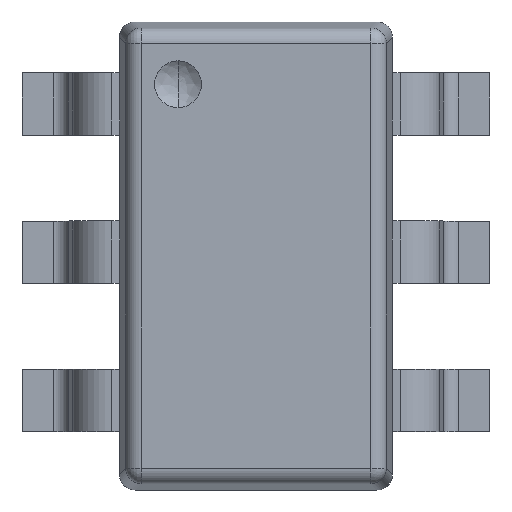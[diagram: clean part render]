
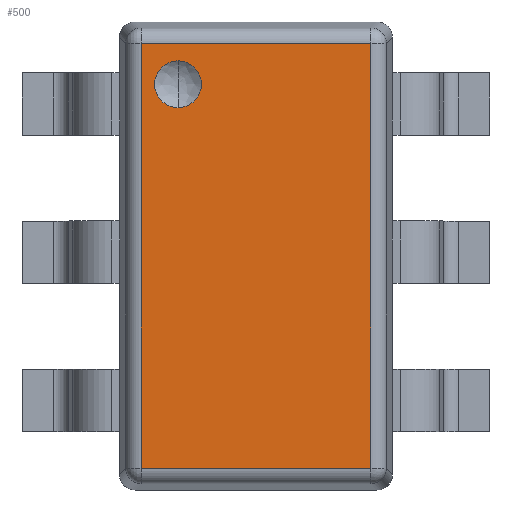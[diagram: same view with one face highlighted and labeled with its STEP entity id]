
A CAD part, top view. The second image highlights one B-rep face of the part: STEP entity #500.
In plain terms, the highlighted planar face has unit normal (0, 0, 1).
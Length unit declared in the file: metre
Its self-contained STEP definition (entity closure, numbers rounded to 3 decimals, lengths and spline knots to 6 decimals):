
#500 = ADVANCED_FACE( '', ( #1446, #1447 ), #1448, .F. );
#570 = EDGE_CURVE( '', #1575, #1576, #1577, .T. );
#778 = EDGE_CURVE( '', #1893, #1894, #1895, .T. );
#784 = EDGE_CURVE( '', #1824, #1792, #1903, .T. );
#826 = EDGE_CURVE( '', #1894, #1893, #1963, .T. );
#1046 = EDGE_CURVE( '', #1792, #1575, #2242, .T. );
#1244 = EDGE_CURVE( '', #1576, #1824, #2482, .T. );
#1446 = FACE_OUTER_BOUND( '', #2708, .T. );
#1447 = FACE_BOUND( '', #2709, .T. );
#1448 = PLANE( '', #2710 );
#1575 = VERTEX_POINT( '', #2897 );
#1576 = VERTEX_POINT( '', #2898 );
#1577 = LINE( '', #2899, #2900 );
#1792 = VERTEX_POINT( '', #3215 );
#1824 = VERTEX_POINT( '', #3256 );
#1893 = VERTEX_POINT( '', #3362 );
#1894 = VERTEX_POINT( '', #3363 );
#1895 = CIRCLE( '', #3364, 0.00015 );
#1903 = LINE( '', #3375, #3376 );
#1963 = CIRCLE( '', #3464, 0.00015 );
#2242 = LINE( '', #3935, #3936 );
#2482 = LINE( '', #4318, #4319 );
#2708 = EDGE_LOOP( '', ( #4634, #4635, #4636, #4637 ) );
#2709 = EDGE_LOOP( '', ( #4638, #4639 ) );
#2710 = AXIS2_PLACEMENT_3D( '', #4640, #4641, #4642 );
#2897 = CARTESIAN_POINT( '', ( -0.000728, -0.001392, 0.001099 ) );
#2898 = CARTESIAN_POINT( '', ( -0.000728, 0.001331, 0.001099 ) );
#2899 = CARTESIAN_POINT( '', ( -0.000728, 0.001469, 0.001099 ) );
#2900 = VECTOR( '', #4734, 1. );
#3215 = CARTESIAN_POINT( '', ( 0.000744, -0.001392, 0.001099 ) );
#3256 = CARTESIAN_POINT( '', ( 0.000744, 0.001331, 0.001099 ) );
#3362 = CARTESIAN_POINT( '', ( -0.000492, 0.000919, 0.001099 ) );
#3363 = CARTESIAN_POINT( '', ( -0.000492, 0.001219, 0.001099 ) );
#3364 = AXIS2_PLACEMENT_3D( '', #5138, #5139, #5140 );
#3375 = CARTESIAN_POINT( '', ( 0.000744, 0.001469, 0.001099 ) );
#3376 = VECTOR( '', #5150, 1. );
#3464 = AXIS2_PLACEMENT_3D( '', #5216, #5217, #5218 );
#3935 = CARTESIAN_POINT( '', ( 0.000833, -0.001392, 0.001099 ) );
#3936 = VECTOR( '', #5558, 1. );
#4318 = CARTESIAN_POINT( '', ( 0.000833, 0.001331, 0.001099 ) );
#4319 = VECTOR( '', #5975, 1. );
#4634 = ORIENTED_EDGE( '', *, *, #784, .F. );
#4635 = ORIENTED_EDGE( '', *, *, #1244, .F. );
#4636 = ORIENTED_EDGE( '', *, *, #570, .F. );
#4637 = ORIENTED_EDGE( '', *, *, #1046, .F. );
#4638 = ORIENTED_EDGE( '', *, *, #778, .F. );
#4639 = ORIENTED_EDGE( '', *, *, #826, .F. );
#4640 = CARTESIAN_POINT( '', ( 0.000833, 0.001469, 0.001099 ) );
#4641 = DIRECTION( '', ( 0., 0., -1. ) );
#4642 = DIRECTION( '', ( -1., 0., 0. ) );
#4734 = DIRECTION( '', ( 0., 1., 0. ) );
#5138 = CARTESIAN_POINT( '', ( -0.000492, 0.001069, 0.001099 ) );
#5139 = DIRECTION( '', ( 0., 0., 1. ) );
#5140 = DIRECTION( '', ( 0., -1., 0. ) );
#5150 = DIRECTION( '', ( 0., -1., 0. ) );
#5216 = CARTESIAN_POINT( '', ( -0.000492, 0.001069, 0.001099 ) );
#5217 = DIRECTION( '', ( 0., 0., 1. ) );
#5218 = DIRECTION( '', ( 0., -1., 0. ) );
#5558 = DIRECTION( '', ( -1., 0., 0. ) );
#5975 = DIRECTION( '', ( 1., 0., 0. ) );
